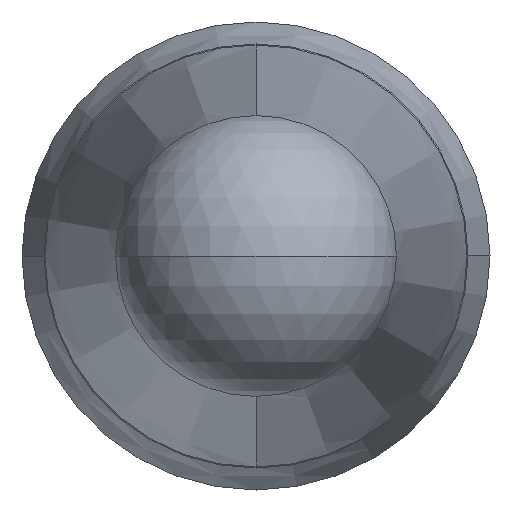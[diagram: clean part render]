
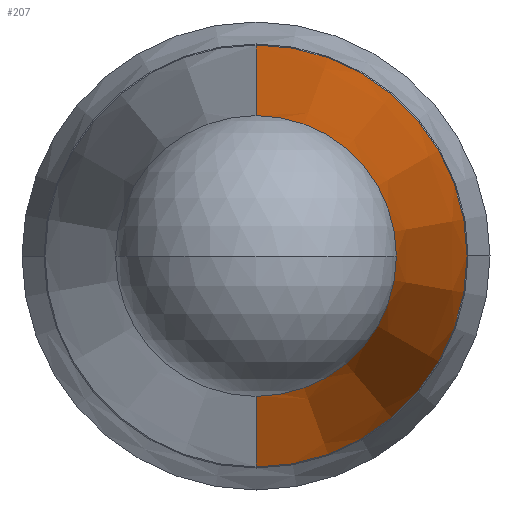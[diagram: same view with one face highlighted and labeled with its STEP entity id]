
A CAD part, front view. The second image highlights one B-rep face of the part: STEP entity #207.
In plain terms, the highlighted conical face has half-angle 5 degrees and reference radius 2.381 mm.
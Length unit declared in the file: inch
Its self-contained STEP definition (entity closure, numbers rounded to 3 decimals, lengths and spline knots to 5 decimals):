
#22 = CONICAL_SURFACE ( 'NONE', #456, 0.09375, 0.087 ) ;
#23 = DIRECTION ( 'NONE',  ( 0., -1., 0. ) ) ;
#32 = VECTOR ( 'NONE', #366, 39.37008 ) ;
#45 = CIRCLE ( 'NONE', #278, 0.09375 ) ;
#58 = FACE_OUTER_BOUND ( 'NONE', #353, .T. ) ;
#68 = LINE ( 'NONE', #303, #218 ) ;
#79 = VERTEX_POINT ( 'NONE', #194 ) ;
#80 = CIRCLE ( 'NONE', #508, 0.14091 ) ;
#119 = CARTESIAN_POINT ( 'NONE',  ( 0., 0.625, -0.14091 ) ) ;
#133 = ORIENTED_EDGE ( 'NONE', *, *, #319, .F. ) ;
#139 = VERTEX_POINT ( 'NONE', #119 ) ;
#145 = CARTESIAN_POINT ( 'NONE',  ( 0., 0.08591, 0. ) ) ;
#153 = DIRECTION ( 'NONE',  ( 0., 0., -1. ) ) ;
#157 = VERTEX_POINT ( 'NONE', #277 ) ;
#161 = CIRCLE ( 'NONE', #182, 0.09375 ) ;
#169 = ORIENTED_EDGE ( 'NONE', *, *, #301, .F. ) ;
#177 = ORIENTED_EDGE ( 'NONE', *, *, #423, .T. ) ;
#182 = AXIS2_PLACEMENT_3D ( 'NONE', #397, #380, #410 ) ;
#194 = CARTESIAN_POINT ( 'NONE',  ( 0., 0.625, 0.14091 ) ) ;
#207 = ADVANCED_FACE ( 'NONE', ( #58 ), #22, .T. ) ;
#218 = VECTOR ( 'NONE', #267, 39.37008 ) ;
#246 = CARTESIAN_POINT ( 'NONE',  ( 0., 0.08591, -0.09375 ) ) ;
#267 = DIRECTION ( 'NONE',  ( 0., 0.996, 0.087 ) ) ;
#268 = VERTEX_POINT ( 'NONE', #246 ) ;
#277 = CARTESIAN_POINT ( 'NONE',  ( 0.09375, 0.08591, 0. ) ) ;
#278 = AXIS2_PLACEMENT_3D ( 'NONE', #463, #23, #153 ) ;
#300 = DIRECTION ( 'NONE',  ( 0., 1., 0. ) ) ;
#301 = EDGE_CURVE ( 'NONE', #157, #378, #45, .T. ) ;
#302 = ORIENTED_EDGE ( 'NONE', *, *, #518, .T. ) ;
#303 = CARTESIAN_POINT ( 'NONE',  ( 0., 0.08591, 0.09375 ) ) ;
#305 = DIRECTION ( 'NONE',  ( 0., 0., 1. ) ) ;
#319 = EDGE_CURVE ( 'NONE', #378, #79, #68, .T. ) ;
#353 = EDGE_LOOP ( 'NONE', ( #392, #302, #177, #133, #169 ) ) ;
#356 = CARTESIAN_POINT ( 'NONE',  ( 0., 0.625, 0. ) ) ;
#366 = DIRECTION ( 'NONE',  ( 0., 0.996, -0.087 ) ) ;
#378 = VERTEX_POINT ( 'NONE', #430 ) ;
#380 = DIRECTION ( 'NONE',  ( 0., -1., 0. ) ) ;
#392 = ORIENTED_EDGE ( 'NONE', *, *, #471, .F. ) ;
#393 = DIRECTION ( 'NONE',  ( 0., -1., 0. ) ) ;
#397 = CARTESIAN_POINT ( 'NONE',  ( 0., 0.08591, 0. ) ) ;
#410 = DIRECTION ( 'NONE',  ( 0., 0., -1. ) ) ;
#423 = EDGE_CURVE ( 'NONE', #139, #79, #80, .T. ) ;
#430 = CARTESIAN_POINT ( 'NONE',  ( 0., 0.08591, 0.09375 ) ) ;
#447 = CARTESIAN_POINT ( 'NONE',  ( 0., 0.08591, -0.09375 ) ) ;
#456 = AXIS2_PLACEMENT_3D ( 'NONE', #145, #300, #305 ) ;
#459 = LINE ( 'NONE', #447, #32 ) ;
#463 = CARTESIAN_POINT ( 'NONE',  ( 0., 0.08591, 0. ) ) ;
#471 = EDGE_CURVE ( 'NONE', #268, #157, #161, .T. ) ;
#508 = AXIS2_PLACEMENT_3D ( 'NONE', #356, #393, #516 ) ;
#516 = DIRECTION ( 'NONE',  ( 0., 0., -1. ) ) ;
#518 = EDGE_CURVE ( 'NONE', #268, #139, #459, .T. ) ;
